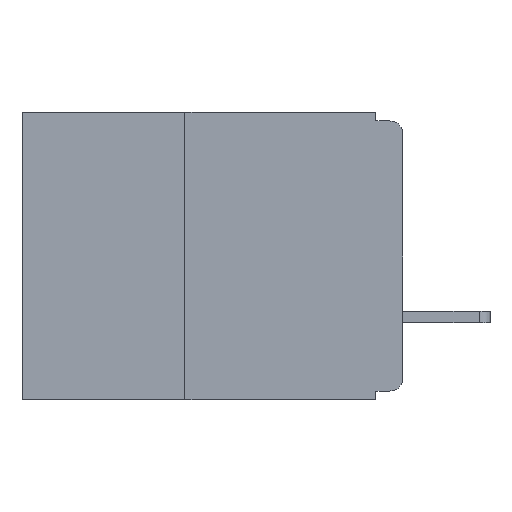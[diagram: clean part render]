
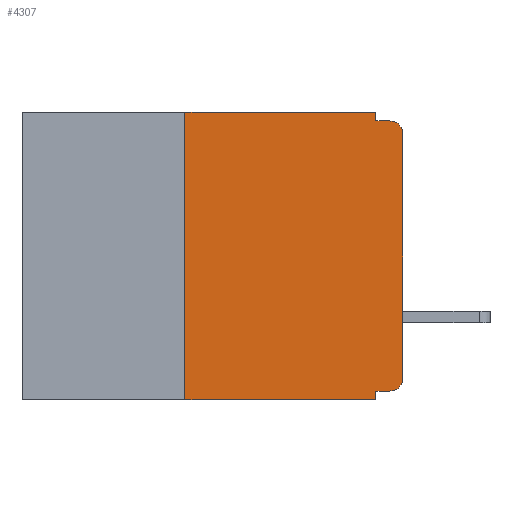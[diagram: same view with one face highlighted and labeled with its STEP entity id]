
A CAD part, left-side view. The second image highlights one B-rep face of the part: STEP entity #4307.
In plain terms, the highlighted planar face has unit normal (-1, 0, 0).
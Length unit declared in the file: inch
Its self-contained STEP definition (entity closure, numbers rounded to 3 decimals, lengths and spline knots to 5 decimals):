
#13 = ORIENTED_EDGE ( 'NONE', *, *, #12874, .T. ) ;
#65 = CARTESIAN_POINT ( 'NONE',  ( 0., 0.031, 0. ) ) ;
#135 = CARTESIAN_POINT ( 'NONE',  ( 0., 0., -0.305 ) ) ;
#657 = CIRCLE ( 'NONE', #10799, 0.015 ) ;
#752 = ORIENTED_EDGE ( 'NONE', *, *, #10916, .F. ) ;
#1075 = ORIENTED_EDGE ( 'NONE', *, *, #5217, .F. ) ;
#1738 = VERTEX_POINT ( 'NONE', #5138 ) ;
#2288 = CARTESIAN_POINT ( 'NONE',  ( 0., 0.031, -0.32 ) ) ;
#2619 = ORIENTED_EDGE ( 'NONE', *, *, #13507, .F. ) ;
#2961 = CARTESIAN_POINT ( 'NONE',  ( 0., 0.437, -0.33 ) ) ;
#2965 = ORIENTED_EDGE ( 'NONE', *, *, #6645, .F. ) ;
#2999 = EDGE_CURVE ( 'NONE', #5608, #6979, #9269, .T. ) ;
#3005 = ORIENTED_EDGE ( 'NONE', *, *, #9112, .T. ) ;
#3128 = VECTOR ( 'NONE', #3159, 39.37008 ) ;
#3159 = DIRECTION ( 'NONE',  ( 0., -1., 0. ) ) ;
#3190 = ORIENTED_EDGE ( 'NONE', *, *, #12058, .F. ) ;
#3191 = FACE_OUTER_BOUND ( 'NONE', #10193, .T. ) ;
#3264 = ORIENTED_EDGE ( 'NONE', *, *, #2999, .F. ) ;
#3307 = ORIENTED_EDGE ( 'NONE', *, *, #16018, .T. ) ;
#3746 = CARTESIAN_POINT ( 'NONE',  ( 0., 0.015, -0.32 ) ) ;
#3771 = DIRECTION ( 'NONE',  ( 0., 0., 1. ) ) ;
#3783 = EDGE_CURVE ( 'NONE', #10901, #15108, #6560, .T. ) ;
#4117 = VECTOR ( 'NONE', #10983, 39.37008 ) ;
#4307 = ADVANCED_FACE ( 'NONE', ( #3191 ), #7083, .F. ) ;
#4555 = LINE ( 'NONE', #2961, #3128 ) ;
#4763 = VECTOR ( 'NONE', #12548, 39.37008 ) ;
#4837 = LINE ( 'NONE', #11244, #4117 ) ;
#4908 = CARTESIAN_POINT ( 'NONE',  ( 0., 0.015, -0.01 ) ) ;
#5058 = LINE ( 'NONE', #12643, #4763 ) ;
#5138 = CARTESIAN_POINT ( 'NONE',  ( 0., 0.031, -0.01 ) ) ;
#5217 = EDGE_CURVE ( 'NONE', #16332, #1738, #14635, .T. ) ;
#5608 = VERTEX_POINT ( 'NONE', #3746 ) ;
#6529 = VECTOR ( 'NONE', #3771, 39.37008 ) ;
#6543 = AXIS2_PLACEMENT_3D ( 'NONE', #7933, #7918, #7896 ) ;
#6560 = LINE ( 'NONE', #7596, #6529 ) ;
#6590 = VERTEX_POINT ( 'NONE', #13079 ) ;
#6641 = DIRECTION ( 'NONE',  ( 0., 0., -1. ) ) ;
#6645 = EDGE_CURVE ( 'NONE', #15812, #6590, #4837, .T. ) ;
#6884 = DIRECTION ( 'NONE',  ( 1., 0., 0. ) ) ;
#6979 = VERTEX_POINT ( 'NONE', #2288 ) ;
#7083 = PLANE ( 'NONE',  #8030 ) ;
#7596 = CARTESIAN_POINT ( 'NONE',  ( 0., 0., 0. ) ) ;
#7896 = DIRECTION ( 'NONE',  ( 0., 0., -1. ) ) ;
#7918 = DIRECTION ( 'NONE',  ( -1., 0., 0. ) ) ;
#7930 = CARTESIAN_POINT ( 'NONE',  ( 0., 0.437, 0. ) ) ;
#7933 = CARTESIAN_POINT ( 'NONE',  ( 0., 0.015, -0.305 ) ) ;
#7982 = CARTESIAN_POINT ( 'NONE',  ( 0., 0., -0.32 ) ) ;
#8030 = AXIS2_PLACEMENT_3D ( 'NONE', #7930, #6884, #6641 ) ;
#9112 = EDGE_CURVE ( 'NONE', #15812, #11387, #4555, .T. ) ;
#9252 = LINE ( 'NONE', #16909, #9367 ) ;
#9269 = LINE ( 'NONE', #7982, #9271 ) ;
#9271 = VECTOR ( 'NONE', #9598, 39.37008 ) ;
#9367 = VECTOR ( 'NONE', #16464, 39.37008 ) ;
#9445 = CIRCLE ( 'NONE', #6543, 0.015 ) ;
#9494 = DIRECTION ( 'NONE',  ( 0., -1., 0. ) ) ;
#9541 = CARTESIAN_POINT ( 'NONE',  ( 0., 0.437, 0. ) ) ;
#9598 = DIRECTION ( 'NONE',  ( 0., 1., 0. ) ) ;
#10193 = EDGE_LOOP ( 'NONE', ( #13746, #13, #752, #1075, #2619, #2965, #3005, #3190, #3264, #3307 ) ) ;
#10289 = CARTESIAN_POINT ( 'NONE',  ( 0., 0., -0.025 ) ) ;
#10498 = LINE ( 'NONE', #9541, #10501 ) ;
#10501 = VECTOR ( 'NONE', #9494, 39.37008 ) ;
#10799 = AXIS2_PLACEMENT_3D ( 'NONE', #13342, #13337, #13148 ) ;
#10901 = VERTEX_POINT ( 'NONE', #135 ) ;
#10916 = EDGE_CURVE ( 'NONE', #1738, #17349, #9252, .T. ) ;
#10983 = DIRECTION ( 'NONE',  ( 0., 0., 1. ) ) ;
#11244 = CARTESIAN_POINT ( 'NONE',  ( 0., 0.25, -0.33 ) ) ;
#11387 = VERTEX_POINT ( 'NONE', #12723 ) ;
#12058 = EDGE_CURVE ( 'NONE', #6979, #11387, #5058, .T. ) ;
#12548 = DIRECTION ( 'NONE',  ( 0., 0., -1. ) ) ;
#12643 = CARTESIAN_POINT ( 'NONE',  ( 0., 0.031, -0.33 ) ) ;
#12723 = CARTESIAN_POINT ( 'NONE',  ( 0., 0.031, -0.33 ) ) ;
#12874 = EDGE_CURVE ( 'NONE', #15108, #17349, #657, .T. ) ;
#13079 = CARTESIAN_POINT ( 'NONE',  ( 0., 0.25, 0. ) ) ;
#13148 = DIRECTION ( 'NONE',  ( 0., 0., -1. ) ) ;
#13337 = DIRECTION ( 'NONE',  ( -1., 0., 0. ) ) ;
#13342 = CARTESIAN_POINT ( 'NONE',  ( 0., 0.015, -0.025 ) ) ;
#13507 = EDGE_CURVE ( 'NONE', #6590, #16332, #10498, .T. ) ;
#13746 = ORIENTED_EDGE ( 'NONE', *, *, #3783, .T. ) ;
#14349 = DIRECTION ( 'NONE',  ( 0., 0., -1. ) ) ;
#14431 = VECTOR ( 'NONE', #14349, 39.37008 ) ;
#14635 = LINE ( 'NONE', #14810, #14431 ) ;
#14810 = CARTESIAN_POINT ( 'NONE',  ( 0., 0.031, 0. ) ) ;
#14978 = CARTESIAN_POINT ( 'NONE',  ( 0., 0.25, -0.33 ) ) ;
#15108 = VERTEX_POINT ( 'NONE', #10289 ) ;
#15812 = VERTEX_POINT ( 'NONE', #14978 ) ;
#16018 = EDGE_CURVE ( 'NONE', #5608, #10901, #9445, .T. ) ;
#16332 = VERTEX_POINT ( 'NONE', #65 ) ;
#16464 = DIRECTION ( 'NONE',  ( 0., -1., 0. ) ) ;
#16909 = CARTESIAN_POINT ( 'NONE',  ( 0., 0., -0.01 ) ) ;
#17349 = VERTEX_POINT ( 'NONE', #4908 ) ;
